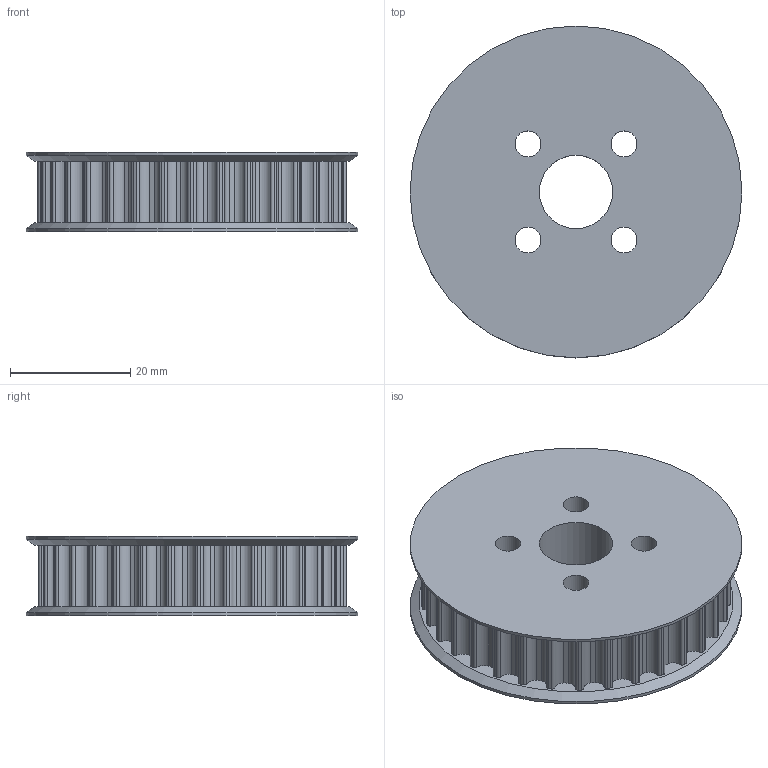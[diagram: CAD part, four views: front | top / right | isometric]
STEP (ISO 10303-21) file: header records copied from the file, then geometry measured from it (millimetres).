
FILE_DESCRIPTION(/* description */ ('STEP AP242','CAx-IF Rec.Pracs.---Representation and Presentation of Product Manufacturing Information (PMI)---4.0---2014-10-13','CAx-IF Rec.Pracs.---3D Tessellated Geometry---0.4---2014-09-14','2;1'),/* implementation_level */ '2;1');
FILE_NAME(/* name */ '664b213a01ce3d4cf1ff947a',/* time_stamp */ '2024-05-20T10:08:58Z',/* author */ (''),/* organization */ (''),/* preprocessor_version */ 'ST-DEVELOPER v20',/* originating_system */ ' ',/* authorisation */ ' ');
FILE_SCHEMA (('AP242_MANAGED_MODEL_BASED_3D_ENGINEERING_MIM_LF { 1 0 10303 442 1 1 4 }'));
Length unit declared in the file: metre
Products named in the file (1): [LS] Pulley HTD5 33T
Bounding box: 55.23 x 55.23 x 13.2 mm (x, y, z)
Volume: 23834.9 mm3; surface area: 9308 mm2
Topology: 1 solids, 1 shells, 211 faces, 624 edges, 417 vertices
Faces by surface type: cylinder 205, plane 4, cone 2
Full cylindrical faces by diameter (mm): 4.3 x4, 12.2 x1, 55.234 x2
Entity records: 7266 total; most frequent: DIRECTION 1446, CARTESIAN_POINT 1234, ORIENTED_EDGE 1220, AXIS2_PLACEMENT_3D 624, EDGE_CURVE 610, VERTEX_POINT 412, CIRCLE 412, EDGE_LOOP 232
